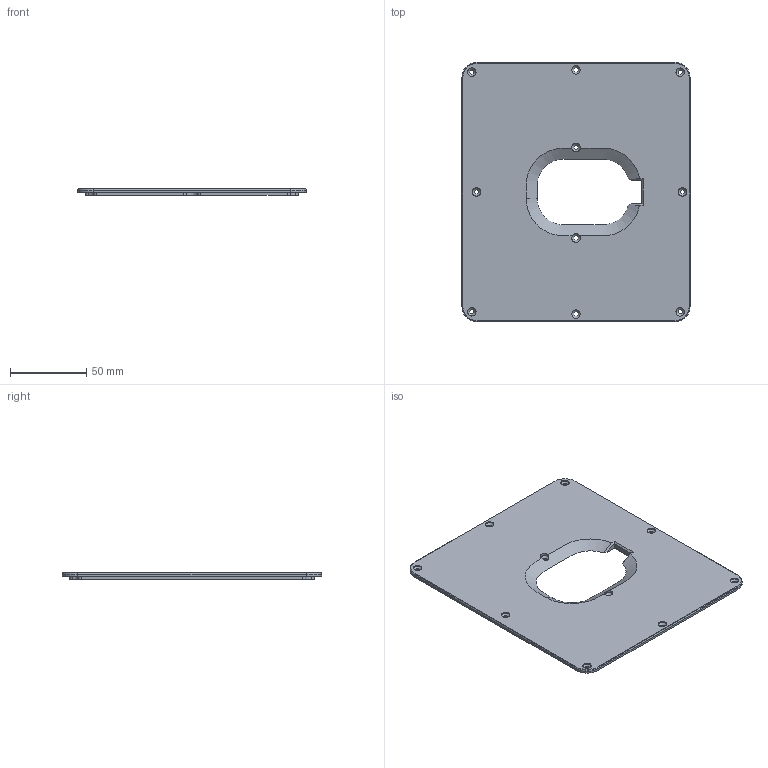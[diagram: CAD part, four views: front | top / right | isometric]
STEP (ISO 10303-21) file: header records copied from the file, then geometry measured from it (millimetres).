
FILE_DESCRIPTION(/* description */ (''),/* implementation_level */ '2;1');
FILE_NAME(/* name */ 'Lid.step',/* time_stamp */ '2024-10-20T15:44:42+01:00',/* author */ (''),/* organization */ (''),/* preprocessor_version */ 'ST-DEVELOPER v20',/* originating_system */ 'Autodesk Translation Framework v13.20.0.188',/* authorisation */ '');
FILE_SCHEMA (('AUTOMOTIVE_DESIGN { 1 0 10303 214 3 1 1 }'));
Length unit declared in the file: millimetre
Products named in the file (1): Scale
Bounding box: 149.55 x 170 x 4.5 mm (x, y, z)
Volume: 93129.9 mm3; surface area: 48713.6 mm2
Topology: 1 solids, 1 shells, 105 faces, 264 edges, 160 vertices
Faces by surface type: cylinder 49, plane 24, torus 14, cone 14, bspline 4
Full cylindrical faces by diameter (mm): 2.927 x10, 5.55 x8, 5.65 x2
Entity records: 3690 total; most frequent: CARTESIAN_POINT 1048, DIRECTION 577, ORIENTED_EDGE 528, EDGE_CURVE 264, AXIS2_PLACEMENT_3D 230, VERTEX_POINT 160, CIRCLE 128, EDGE_LOOP 126
